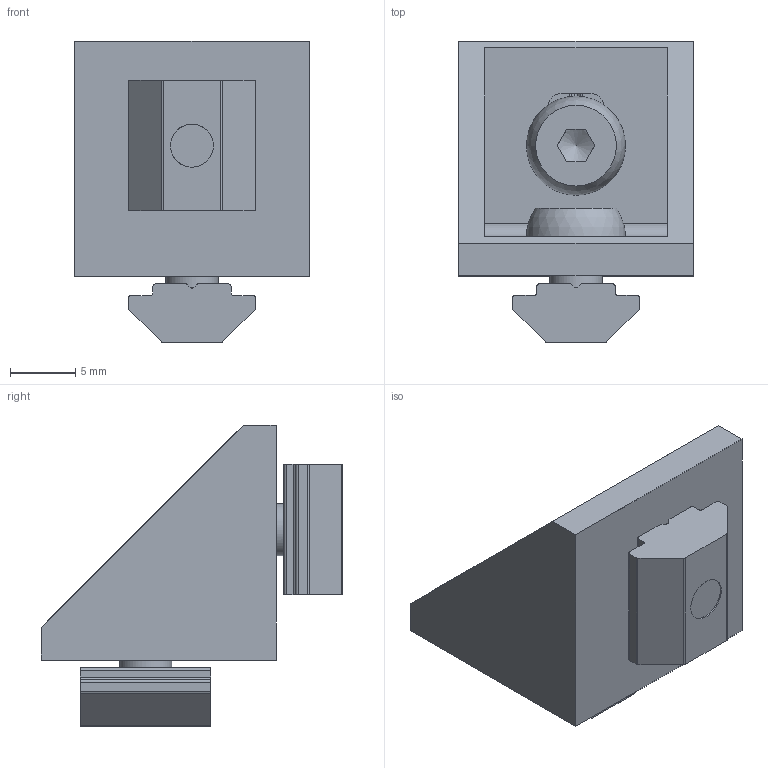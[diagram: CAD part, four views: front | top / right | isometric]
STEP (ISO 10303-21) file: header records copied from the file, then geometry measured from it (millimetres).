
FILE_DESCRIPTION(('STEP AP203'),'1');
FILE_NAME('FIXE06B1219.stp','2023-10-17T06:38:30',(' '),(' '),'Spatial InterOp 3D',' ',' ');
FILE_SCHEMA(('CONFIG_CONTROL_DESIGN'));
Length unit declared in the file: millimetre
Products named in the file (6): Kit Equerre 6 20x20x20 Al brut (sans cache); Equerre 6 20x20x20 Al brut; Kit de fixation; Vis BHC - M4x8; Ecrou coulisseau 6-20 St M4
Assembly tree (7 placements, depth 3):
  Kit Equerre 6 20x20x20 Al brut (sans cache)
    Equerre 6 20x20x20 Al brut
    Kit de fixation
      Vis BHC - M4x8
      Ecrou coulisseau 6-20 St M4
    Kit de fixation
      Vis BHC - M4x8
      Ecrou coulisseau 6-20 St M4
Bounding box: 18 x 23.1 x 23.1 mm (x, y, z)
Volume: 2984.6 mm3; surface area: 3045.9 mm2
Topology: 5 solids, 5 shells, 124 faces, 333 edges, 220 vertices
Faces by surface type: plane 71, cylinder 47, cone 4, sphere 2
Full cylindrical faces by diameter (mm): 3.3 x2, 4 x4
Entity records: 3733 total; most frequent: CARTESIAN_POINT 505, DIRECTION 411, ORIENTED_EDGE 392, EDGE_CURVE 196, PROPERTY_DEFINITION_REPRESENTATION 165, GENERAL_PROPERTY_ASSOCIATION 165, PROPERTY_DEFINITION 165, REPRESENTATION 165
